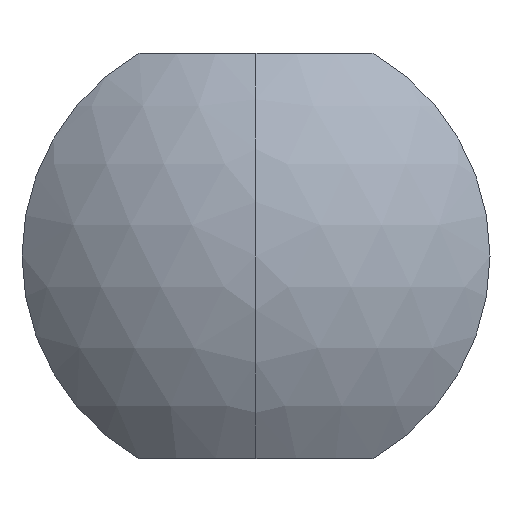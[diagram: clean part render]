
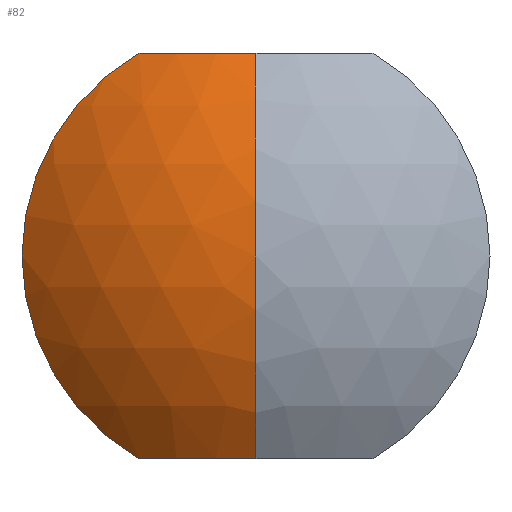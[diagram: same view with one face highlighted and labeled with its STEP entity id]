
A CAD part, left-side view. The second image highlights one B-rep face of the part: STEP entity #82.
In plain terms, the highlighted spherical face has radius 10 mm.
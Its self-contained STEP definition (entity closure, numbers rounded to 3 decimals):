
#82 = ADVANCED_FACE( '', ( #110 ), #111, .T. );
#110 = FACE_OUTER_BOUND( '', #151, .T. );
#111 = SPHERICAL_SURFACE( '', #152, 10. );
#151 = EDGE_LOOP( '', ( #227, #228, #229, #230 ) );
#152 = AXIS2_PLACEMENT_3D( '', #231, #232, #233 );
#227 = ORIENTED_EDGE( '', *, *, #341, .F. );
#228 = ORIENTED_EDGE( '', *, *, #342, .T. );
#229 = ORIENTED_EDGE( '', *, *, #343, .T. );
#230 = ORIENTED_EDGE( '', *, *, #344, .T. );
#231 = CARTESIAN_POINT( '', ( 2., 0., 0. ) );
#232 = DIRECTION( '', ( 0., 0., 1. ) );
#233 = DIRECTION( '', ( 1., 0., 0. ) );
#341 = EDGE_CURVE( '', #396, #397, #398, .T. );
#342 = EDGE_CURVE( '', #396, #399, #400, .T. );
#343 = EDGE_CURVE( '', #399, #401, #402, .T. );
#344 = EDGE_CURVE( '', #401, #397, #403, .T. );
#396 = VERTEX_POINT( '', #469 );
#397 = VERTEX_POINT( '', #470 );
#398 = CIRCLE( '', #471, 10. );
#399 = VERTEX_POINT( '', #472 );
#400 = CIRCLE( '', #473, 8. );
#401 = VERTEX_POINT( '', #474 );
#402 = CIRCLE( '', #475, 6.928 );
#403 = CIRCLE( '', #476, 8. );
#469 = CARTESIAN_POINT( '', ( -6., 0., 6. ) );
#470 = CARTESIAN_POINT( '', ( -6., 0., -6. ) );
#471 = AXIS2_PLACEMENT_3D( '', #552, #553, #554 );
#472 = CARTESIAN_POINT( '', ( -5.211, 3.464, 6. ) );
#473 = AXIS2_PLACEMENT_3D( '', #555, #556, #557 );
#474 = CARTESIAN_POINT( '', ( -5.211, 3.464, -6. ) );
#475 = AXIS2_PLACEMENT_3D( '', #558, #559, #560 );
#476 = AXIS2_PLACEMENT_3D( '', #561, #562, #563 );
#552 = CARTESIAN_POINT( '', ( 2., 0., 0. ) );
#553 = DIRECTION( '', ( 0., -1., 0. ) );
#554 = DIRECTION( '', ( 0., 0., 1. ) );
#555 = CARTESIAN_POINT( '', ( 2., 0., 6. ) );
#556 = DIRECTION( '', ( 0., 0., -1. ) );
#557 = DIRECTION( '', ( 0., -1., 0. ) );
#558 = CARTESIAN_POINT( '', ( -5.211, 0., 0. ) );
#559 = DIRECTION( '', ( -1., 0., 0. ) );
#560 = DIRECTION( '', ( 0., 0., -1. ) );
#561 = CARTESIAN_POINT( '', ( 2., 0., -6. ) );
#562 = DIRECTION( '', ( 0., 0., 1. ) );
#563 = DIRECTION( '', ( 0., 1., 0. ) );
